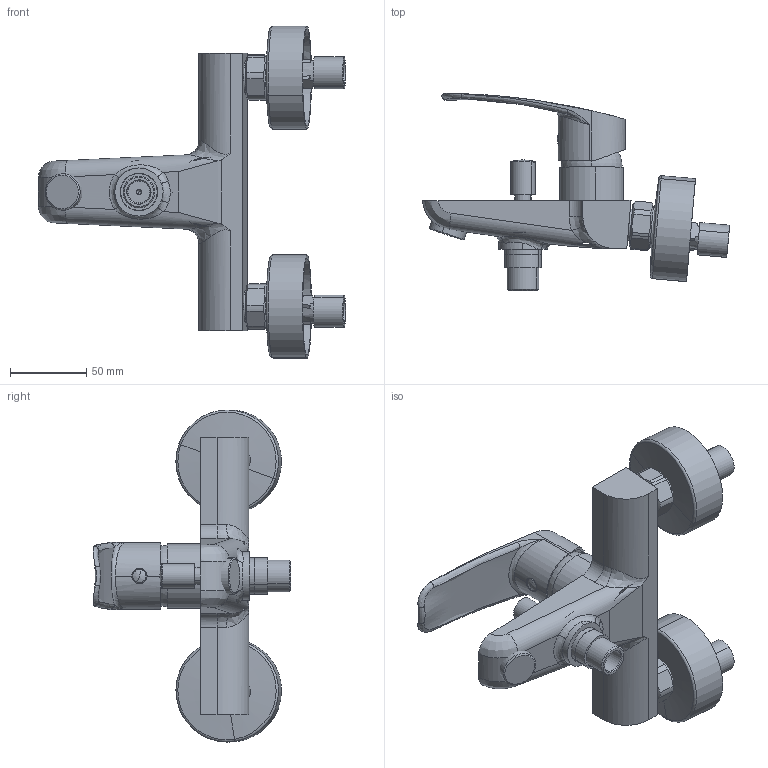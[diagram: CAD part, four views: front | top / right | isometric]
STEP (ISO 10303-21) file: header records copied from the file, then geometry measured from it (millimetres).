
FILE_DESCRIPTION (( 'STEP AP203' ), '1' );
FILE_NAME ('57CP03572.STEP', '2020-05-26T13:39:27', ( '' ), ( '' ), 'SwSTEP 2.0', 'SolidWorks 2018', '' );
FILE_SCHEMA (( 'CONFIG_CONTROL_DESIGN' ));
Length unit declared in the file: millimetre
Products named in the file (1): 57CP03572
Bounding box: 201.22 x 129.09 x 217.49 mm (x, y, z)
Volume: 232531.5 mm3; surface area: 161117.4 mm2
Topology: 16 solids, 16 shells, 892 faces, 2132 edges, 1305 vertices
Faces by surface type: cylinder 369, plane 227, bspline 131, cone 107, sphere 32, torus 26
Entity records: 46634 total; most frequent: CARTESIAN_POINT 27506, ORIENTED_EDGE 4232, DIRECTION 3593, EDGE_CURVE 2116, AXIS2_PLACEMENT_3D 1453, VERTEX_POINT 1305, EDGE_LOOP 977, ADVANCED_FACE 892
